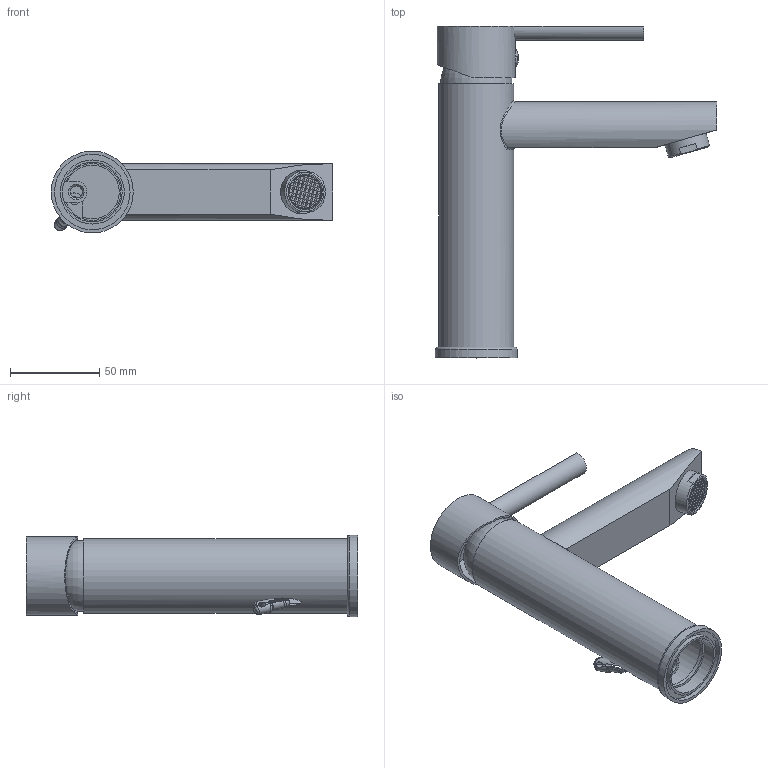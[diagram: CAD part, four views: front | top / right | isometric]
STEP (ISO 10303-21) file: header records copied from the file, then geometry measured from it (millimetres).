
FILE_DESCRIPTION (( 'STEP AP203' ), '1' );
FILE_NAME ('33AP00825.STEP', '2021-03-22T11:30:45', ( '' ), ( '' ), 'SwSTEP 2.0', 'SolidWorks 2018', '' );
FILE_SCHEMA (( 'CONFIG_CONTROL_DESIGN' ));
Length unit declared in the file: millimetre
Products named in the file (1): 33AP00825
Bounding box: 158 x 186.4 x 46 mm (x, y, z)
Volume: 91922.3 mm3; surface area: 86338.3 mm2
Topology: 8 solids, 8 shells, 1045 faces, 2881 edges, 1909 vertices
Faces by surface type: plane 904, cylinder 89, bspline 23, cone 16, torus 10, sphere 3
Full cylindrical faces by diameter (mm): 4.5 x1, 6 x1, 6.75 x1, 6.8 x1, 9.5 x1, 16 x1, 19 x1, 20 x2, 21 x1, 21.1 x1, 22.5 x2, 23 x1, 23.85 x1, 24 x1, 24.5 x1, 30.3 x1, 31 x1, 32.8 x1, 33.5 x1, 35.2 x2, 35.8 x2, 36 x1, 36.5 x1, 37 x2, 38 x2, 40 x1, 42 x1, 42.4 x1, 44 x1, 46 x1
Entity records: 36249 total; most frequent: CARTESIAN_POINT 9645, ORIENTED_EDGE 5622, DIRECTION 4988, EDGE_CURVE 2811, VECTOR 2424, LINE 2424, VERTEX_POINT 1891, EDGE_LOOP 1318
